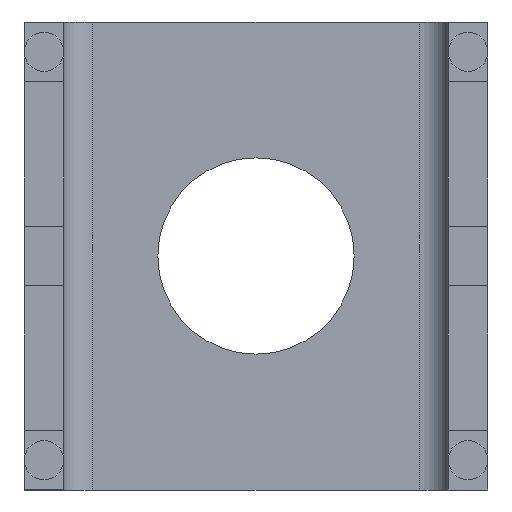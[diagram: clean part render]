
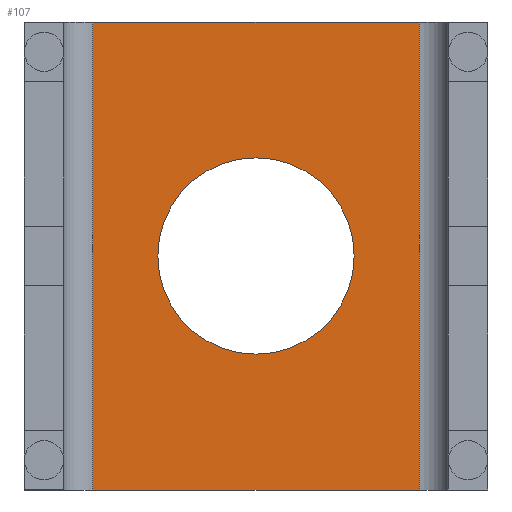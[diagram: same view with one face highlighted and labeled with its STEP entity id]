
A CAD part, front view. The second image highlights one B-rep face of the part: STEP entity #107.
In plain terms, the highlighted planar face has unit normal (0, -1, 0).
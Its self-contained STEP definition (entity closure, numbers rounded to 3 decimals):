
#10 = ORIENTED_EDGE ( 'NONE', *, *, #1487, .F. ) ;
#62 = DIRECTION ( 'NONE',  ( 0., 0., 1. ) ) ;
#107 = ADVANCED_FACE ( 'NONE', ( #1248, #144 ), #1581, .F. ) ;
#133 = VECTOR ( 'NONE', #385, 1000. ) ;
#144 = FACE_OUTER_BOUND ( 'NONE', #641, .T. ) ;
#252 = DIRECTION ( 'NONE',  ( 0., 0., -1. ) ) ;
#256 = CARTESIAN_POINT ( 'NONE',  ( 5.9, -1., -8.46 ) ) ;
#275 = LINE ( 'NONE', #616, #133 ) ;
#283 = ORIENTED_EDGE ( 'NONE', *, *, #1421, .F. ) ;
#318 = CARTESIAN_POINT ( 'NONE',  ( 10.063, -1., -11.92 ) ) ;
#337 = VECTOR ( 'NONE', #252, 1000. ) ;
#363 = CARTESIAN_POINT ( 'NONE',  ( 5.9, -1., -5.96 ) ) ;
#385 = DIRECTION ( 'NONE',  ( 0., 0., 1. ) ) ;
#401 = DIRECTION ( 'NONE',  ( -1., 0., 0. ) ) ;
#407 = DIRECTION ( 'NONE',  ( 0., 1., 0. ) ) ;
#430 = EDGE_LOOP ( 'NONE', ( #837, #1092 ) ) ;
#446 = VERTEX_POINT ( 'NONE', #256 ) ;
#472 = ORIENTED_EDGE ( 'NONE', *, *, #1255, .F. ) ;
#481 = CARTESIAN_POINT ( 'NONE',  ( 0., -1., 0. ) ) ;
#486 = LINE ( 'NONE', #1228, #1569 ) ;
#529 = ORIENTED_EDGE ( 'NONE', *, *, #1156, .F. ) ;
#616 = CARTESIAN_POINT ( 'NONE',  ( 1.737, -1., -11.92 ) ) ;
#641 = EDGE_LOOP ( 'NONE', ( #529, #283, #472, #10 ) ) ;
#670 = DIRECTION ( 'NONE',  ( 0., 0., 1. ) ) ;
#764 = CARTESIAN_POINT ( 'NONE',  ( 1.737, -1., 0. ) ) ;
#837 = ORIENTED_EDGE ( 'NONE', *, *, #1008, .T. ) ;
#970 = DIRECTION ( 'NONE',  ( 0., 1., 0. ) ) ;
#1003 = AXIS2_PLACEMENT_3D ( 'NONE', #481, #970, #62 ) ;
#1008 = EDGE_CURVE ( 'NONE', #1326, #446, #1162, .T. ) ;
#1010 = VECTOR ( 'NONE', #401, 1000. ) ;
#1044 = LINE ( 'NONE', #1531, #337 ) ;
#1087 = VERTEX_POINT ( 'NONE', #1456 ) ;
#1092 = ORIENTED_EDGE ( 'NONE', *, *, #1167, .T. ) ;
#1140 = DIRECTION ( 'NONE',  ( 0., 1., 0. ) ) ;
#1142 = VERTEX_POINT ( 'NONE', #1207 ) ;
#1156 = EDGE_CURVE ( 'NONE', #1142, #1557, #1044, .T. ) ;
#1157 = DIRECTION ( 'NONE',  ( 1., 0., 0. ) ) ;
#1162 = CIRCLE ( 'NONE', #1494, 2.5 ) ;
#1167 = EDGE_CURVE ( 'NONE', #446, #1326, #1316, .T. ) ;
#1202 = CARTESIAN_POINT ( 'NONE',  ( 5.9, -1., -3.46 ) ) ;
#1207 = CARTESIAN_POINT ( 'NONE',  ( 10.063, -1., 0. ) ) ;
#1228 = CARTESIAN_POINT ( 'NONE',  ( 0., -1., 0. ) ) ;
#1248 = FACE_BOUND ( 'NONE', #430, .T. ) ;
#1255 = EDGE_CURVE ( 'NONE', #1087, #1291, #275, .T. ) ;
#1271 = CARTESIAN_POINT ( 'NONE',  ( 5.9, -1., -5.96 ) ) ;
#1291 = VERTEX_POINT ( 'NONE', #764 ) ;
#1316 = CIRCLE ( 'NONE', #1396, 2.5 ) ;
#1326 = VERTEX_POINT ( 'NONE', #1202 ) ;
#1352 = DIRECTION ( 'NONE',  ( 0., 0., 1. ) ) ;
#1393 = CARTESIAN_POINT ( 'NONE',  ( 0., -1., -11.92 ) ) ;
#1396 = AXIS2_PLACEMENT_3D ( 'NONE', #363, #1140, #1352 ) ;
#1400 = LINE ( 'NONE', #1393, #1010 ) ;
#1421 = EDGE_CURVE ( 'NONE', #1291, #1142, #486, .T. ) ;
#1456 = CARTESIAN_POINT ( 'NONE',  ( 1.737, -1., -11.92 ) ) ;
#1487 = EDGE_CURVE ( 'NONE', #1557, #1087, #1400, .T. ) ;
#1494 = AXIS2_PLACEMENT_3D ( 'NONE', #1271, #407, #670 ) ;
#1531 = CARTESIAN_POINT ( 'NONE',  ( 10.063, -1., 0. ) ) ;
#1557 = VERTEX_POINT ( 'NONE', #318 ) ;
#1569 = VECTOR ( 'NONE', #1157, 1000. ) ;
#1581 = PLANE ( 'NONE',  #1003 ) ;
